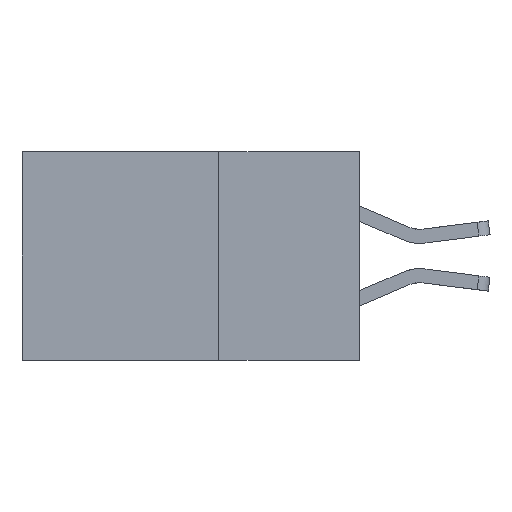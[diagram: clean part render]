
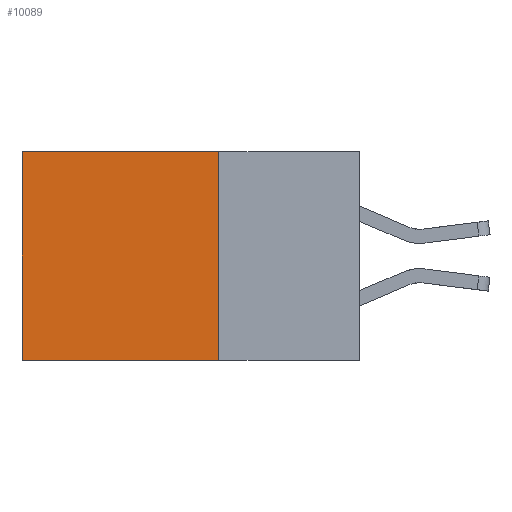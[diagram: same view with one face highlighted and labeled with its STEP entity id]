
A CAD part, left-side view. The second image highlights one B-rep face of the part: STEP entity #10089.
In plain terms, the highlighted planar face has unit normal (-1, 0, 0).
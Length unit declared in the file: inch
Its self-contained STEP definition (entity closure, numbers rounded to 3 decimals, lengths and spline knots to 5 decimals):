
#114 = EDGE_CURVE ( 'NONE', #3744, #5616, #5189, .T. ) ;
#429 = CARTESIAN_POINT ( 'NONE',  ( 0.2875, 0.25, 0. ) ) ;
#514 = DIRECTION ( 'NONE',  ( 0., 1., 0. ) ) ;
#1007 = VECTOR ( 'NONE', #1987, 39.37008 ) ;
#1664 = CARTESIAN_POINT ( 'NONE',  ( 0.2875, 0.25, 0. ) ) ;
#1910 = CARTESIAN_POINT ( 'NONE',  ( 0.2875, 0.25, 0. ) ) ;
#1987 = DIRECTION ( 'NONE',  ( 0., 0., -1. ) ) ;
#2519 = DIRECTION ( 'NONE',  ( 0., 0., -1. ) ) ;
#2721 = AXIS2_PLACEMENT_3D ( 'NONE', #1664, #7484, #2519 ) ;
#3008 = ORIENTED_EDGE ( 'NONE', *, *, #114, .T. ) ;
#3543 = VERTEX_POINT ( 'NONE', #6514 ) ;
#3744 = VERTEX_POINT ( 'NONE', #4406 ) ;
#3770 = ORIENTED_EDGE ( 'NONE', *, *, #4772, .F. ) ;
#3784 = FACE_OUTER_BOUND ( 'NONE', #8593, .T. ) ;
#3873 = VECTOR ( 'NONE', #514, 39.37008 ) ;
#4050 = CARTESIAN_POINT ( 'NONE',  ( 0.2875, 0.25, -0.37 ) ) ;
#4189 = EDGE_CURVE ( 'NONE', #3543, #8431, #10097, .T. ) ;
#4373 = EDGE_CURVE ( 'NONE', #3543, #3744, #8736, .T. ) ;
#4406 = CARTESIAN_POINT ( 'NONE',  ( 0.2875, 0.6, 0. ) ) ;
#4772 = EDGE_CURVE ( 'NONE', #8431, #5616, #7395, .T. ) ;
#5189 = LINE ( 'NONE', #5959, #7180 ) ;
#5616 = VERTEX_POINT ( 'NONE', #7610 ) ;
#5799 = PLANE ( 'NONE',  #2721 ) ;
#5959 = CARTESIAN_POINT ( 'NONE',  ( 0.2875, 0.6, 0. ) ) ;
#6446 = DIRECTION ( 'NONE',  ( 0., 0., -1. ) ) ;
#6514 = CARTESIAN_POINT ( 'NONE',  ( 0.2875, 0.25, 0. ) ) ;
#6790 = ORIENTED_EDGE ( 'NONE', *, *, #4189, .F. ) ;
#7180 = VECTOR ( 'NONE', #6446, 39.37008 ) ;
#7395 = LINE ( 'NONE', #7693, #9523 ) ;
#7484 = DIRECTION ( 'NONE',  ( 1., 0., 0. ) ) ;
#7610 = CARTESIAN_POINT ( 'NONE',  ( 0.2875, 0.6, -0.37 ) ) ;
#7693 = CARTESIAN_POINT ( 'NONE',  ( 0.2875, 0.25, -0.37 ) ) ;
#7749 = DIRECTION ( 'NONE',  ( 0., 1., 0. ) ) ;
#8431 = VERTEX_POINT ( 'NONE', #4050 ) ;
#8593 = EDGE_LOOP ( 'NONE', ( #3008, #3770, #6790, #9427 ) ) ;
#8736 = LINE ( 'NONE', #429, #3873 ) ;
#9427 = ORIENTED_EDGE ( 'NONE', *, *, #4373, .T. ) ;
#9523 = VECTOR ( 'NONE', #7749, 39.37008 ) ;
#10089 = ADVANCED_FACE ( 'NONE', ( #3784 ), #5799, .F. ) ;
#10097 = LINE ( 'NONE', #1910, #1007 ) ;
